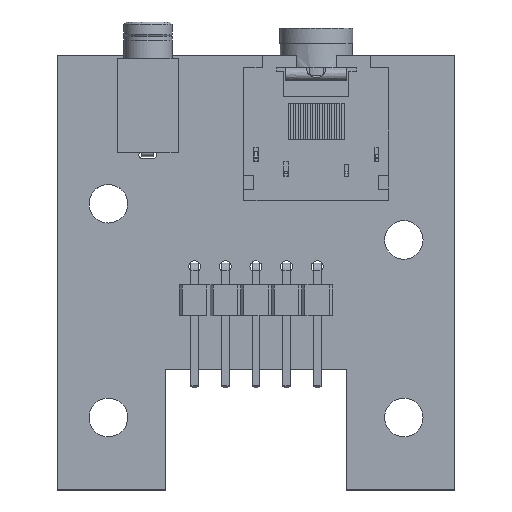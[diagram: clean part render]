
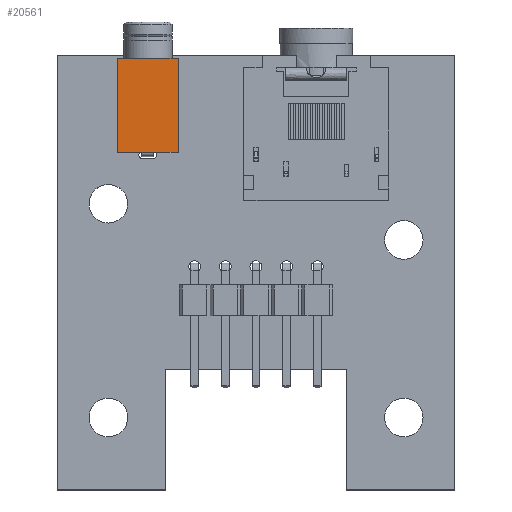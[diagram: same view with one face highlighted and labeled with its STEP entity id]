
A CAD part, top view. The second image highlights one B-rep face of the part: STEP entity #20561.
In plain terms, the highlighted free-form (B-spline) face has degree [1, 1] with [2, 2] control points.
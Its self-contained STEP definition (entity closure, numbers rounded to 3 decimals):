
#19367 = B_SPLINE_SURFACE_WITH_KNOTS('',1,1,(
    (#19368,#19369)
    ,(#19370,#19371
    )),.UNSPECIFIED.,.F.,.F.,.F.,(2,2),(2,2),(0.,5.),(-5.,0.),
  .PIECEWISE_BEZIER_KNOTS.);
#19368 = CARTESIAN_POINT('',(-3.,-2.5,-2.5));
#19369 = CARTESIAN_POINT('',(-3.,2.5,-2.5));
#19370 = CARTESIAN_POINT('',(-3.,-2.5,2.5));
#19371 = CARTESIAN_POINT('',(-3.,2.5,2.5));
#20216 = B_SPLINE_SURFACE_WITH_KNOTS('',1,1,(
    (#20217,#20218)
    ,(#20219,#20220
    )),.UNSPECIFIED.,.F.,.F.,.F.,(2,2),(2,2),(0.,7.8),(-5.,0.),
  .PIECEWISE_BEZIER_KNOTS.);
#20217 = CARTESIAN_POINT('',(-3.,-2.5,2.5));
#20218 = CARTESIAN_POINT('',(-3.,2.5,2.5));
#20219 = CARTESIAN_POINT('',(-10.8,-2.5,2.5));
#20220 = CARTESIAN_POINT('',(-10.8,2.5,2.5));
#20241 = B_SPLINE_SURFACE_WITH_KNOTS('',1,1,(
    (#20242,#20243)
    ,(#20244,#20245
    )),.UNSPECIFIED.,.F.,.F.,.F.,(2,2),(2,2),(0.,5.),(-5.,0.),
  .PIECEWISE_BEZIER_KNOTS.);
#20242 = CARTESIAN_POINT('',(-10.8,-2.5,2.5));
#20243 = CARTESIAN_POINT('',(-10.8,2.5,2.5));
#20244 = CARTESIAN_POINT('',(-10.8,-2.5,-2.5));
#20245 = CARTESIAN_POINT('',(-10.8,2.5,-2.5));
#20266 = B_SPLINE_SURFACE_WITH_KNOTS('',1,1,(
    (#20267,#20268)
    ,(#20269,#20270
    )),.UNSPECIFIED.,.F.,.F.,.F.,(2,2),(2,2),(-7.8,0.),(-5.,0.),
  .PIECEWISE_BEZIER_KNOTS.);
#20267 = CARTESIAN_POINT('',(-10.8,-2.5,-2.5));
#20268 = CARTESIAN_POINT('',(-10.8,2.5,-2.5));
#20269 = CARTESIAN_POINT('',(-3.,-2.5,-2.5));
#20270 = CARTESIAN_POINT('',(-3.,2.5,-2.5));
#20384 = EDGE_CURVE('',#20385,#20387,#20389,.T.);
#20385 = VERTEX_POINT('',#20386);
#20386 = CARTESIAN_POINT('',(-3.,2.5,2.5));
#20387 = VERTEX_POINT('',#20388);
#20388 = CARTESIAN_POINT('',(-3.,2.5,-2.5));
#20389 = SURFACE_CURVE('',#20390,(#20393,#20399),.PCURVE_S1.);
#20390 = B_SPLINE_CURVE_WITH_KNOTS('',1,(#20391,#20392),.UNSPECIFIED.,
  .F.,.F.,(2,2),(-5.,0.),.PIECEWISE_BEZIER_KNOTS.);
#20391 = CARTESIAN_POINT('',(-3.,2.5,2.5));
#20392 = CARTESIAN_POINT('',(-3.,2.5,-2.5));
#20393 = PCURVE('',#19367,#20394);
#20394 = DEFINITIONAL_REPRESENTATION('',(#20395),#20398);
#20395 = B_SPLINE_CURVE_WITH_KNOTS('',1,(#20396,#20397),.UNSPECIFIED.,
  .F.,.F.,(2,2),(-5.,0.),.PIECEWISE_BEZIER_KNOTS.);
#20396 = CARTESIAN_POINT('',(5.,0.));
#20397 = CARTESIAN_POINT('',(0.,0.));
#20398 = ( GEOMETRIC_REPRESENTATION_CONTEXT(2) 
PARAMETRIC_REPRESENTATION_CONTEXT() REPRESENTATION_CONTEXT('2D SPACE',''
  ) );
#20399 = PCURVE('',#20400,#20405);
#20400 = B_SPLINE_SURFACE_WITH_KNOTS('',1,1,(
    (#20401,#20402)
    ,(#20403,#20404
    )),.UNSPECIFIED.,.F.,.F.,.F.,(2,2),(2,2),(0.,5.),(0.,7.8),
  .PIECEWISE_BEZIER_KNOTS.);
#20401 = CARTESIAN_POINT('',(-10.8,2.5,2.5));
#20402 = CARTESIAN_POINT('',(-3.,2.5,2.5));
#20403 = CARTESIAN_POINT('',(-10.8,2.5,-2.5));
#20404 = CARTESIAN_POINT('',(-3.,2.5,-2.5));
#20405 = DEFINITIONAL_REPRESENTATION('',(#20406),#20409);
#20406 = B_SPLINE_CURVE_WITH_KNOTS('',1,(#20407,#20408),.UNSPECIFIED.,
  .F.,.F.,(2,2),(-5.,0.),.PIECEWISE_BEZIER_KNOTS.);
#20407 = CARTESIAN_POINT('',(0.,7.8));
#20408 = CARTESIAN_POINT('',(5.,7.8));
#20409 = ( GEOMETRIC_REPRESENTATION_CONTEXT(2) 
PARAMETRIC_REPRESENTATION_CONTEXT() REPRESENTATION_CONTEXT('2D SPACE',''
  ) );
#20455 = EDGE_CURVE('',#20456,#20385,#20458,.T.);
#20456 = VERTEX_POINT('',#20457);
#20457 = CARTESIAN_POINT('',(-10.8,2.5,2.5));
#20458 = SURFACE_CURVE('',#20459,(#20462,#20468),.PCURVE_S1.);
#20459 = B_SPLINE_CURVE_WITH_KNOTS('',1,(#20460,#20461),.UNSPECIFIED.,
  .F.,.F.,(2,2),(-7.8,0.),.PIECEWISE_BEZIER_KNOTS.);
#20460 = CARTESIAN_POINT('',(-10.8,2.5,2.5));
#20461 = CARTESIAN_POINT('',(-3.,2.5,2.5));
#20462 = PCURVE('',#20216,#20463);
#20463 = DEFINITIONAL_REPRESENTATION('',(#20464),#20467);
#20464 = B_SPLINE_CURVE_WITH_KNOTS('',1,(#20465,#20466),.UNSPECIFIED.,
  .F.,.F.,(2,2),(-7.8,0.),.PIECEWISE_BEZIER_KNOTS.);
#20465 = CARTESIAN_POINT('',(7.8,0.));
#20466 = CARTESIAN_POINT('',(0.,0.));
#20467 = ( GEOMETRIC_REPRESENTATION_CONTEXT(2) 
PARAMETRIC_REPRESENTATION_CONTEXT() REPRESENTATION_CONTEXT('2D SPACE',''
  ) );
#20468 = PCURVE('',#20400,#20469);
#20469 = DEFINITIONAL_REPRESENTATION('',(#20470),#20473);
#20470 = B_SPLINE_CURVE_WITH_KNOTS('',1,(#20471,#20472),.UNSPECIFIED.,
  .F.,.F.,(2,2),(-7.8,0.),.PIECEWISE_BEZIER_KNOTS.);
#20471 = CARTESIAN_POINT('',(0.,0.));
#20472 = CARTESIAN_POINT('',(0.,7.8));
#20473 = ( GEOMETRIC_REPRESENTATION_CONTEXT(2) 
PARAMETRIC_REPRESENTATION_CONTEXT() REPRESENTATION_CONTEXT('2D SPACE',''
  ) );
#20498 = EDGE_CURVE('',#20387,#20499,#20501,.T.);
#20499 = VERTEX_POINT('',#20500);
#20500 = CARTESIAN_POINT('',(-10.8,2.5,-2.5));
#20501 = SURFACE_CURVE('',#20502,(#20505,#20511),.PCURVE_S1.);
#20502 = B_SPLINE_CURVE_WITH_KNOTS('',1,(#20503,#20504),.UNSPECIFIED.,
  .F.,.F.,(2,2),(0.,7.8),.PIECEWISE_BEZIER_KNOTS.);
#20503 = CARTESIAN_POINT('',(-3.,2.5,-2.5));
#20504 = CARTESIAN_POINT('',(-10.8,2.5,-2.5));
#20505 = PCURVE('',#20266,#20506);
#20506 = DEFINITIONAL_REPRESENTATION('',(#20507),#20510);
#20507 = B_SPLINE_CURVE_WITH_KNOTS('',1,(#20508,#20509),.UNSPECIFIED.,
  .F.,.F.,(2,2),(0.,7.8),.PIECEWISE_BEZIER_KNOTS.);
#20508 = CARTESIAN_POINT('',(0.,0.));
#20509 = CARTESIAN_POINT('',(-7.8,0.));
#20510 = ( GEOMETRIC_REPRESENTATION_CONTEXT(2) 
PARAMETRIC_REPRESENTATION_CONTEXT() REPRESENTATION_CONTEXT('2D SPACE',''
  ) );
#20511 = PCURVE('',#20400,#20512);
#20512 = DEFINITIONAL_REPRESENTATION('',(#20513),#20516);
#20513 = B_SPLINE_CURVE_WITH_KNOTS('',1,(#20514,#20515),.UNSPECIFIED.,
  .F.,.F.,(2,2),(0.,7.8),.PIECEWISE_BEZIER_KNOTS.);
#20514 = CARTESIAN_POINT('',(5.,7.8));
#20515 = CARTESIAN_POINT('',(5.,0.));
#20516 = ( GEOMETRIC_REPRESENTATION_CONTEXT(2) 
PARAMETRIC_REPRESENTATION_CONTEXT() REPRESENTATION_CONTEXT('2D SPACE',''
  ) );
#20544 = EDGE_CURVE('',#20499,#20456,#20545,.T.);
#20545 = SURFACE_CURVE('',#20546,(#20549,#20555),.PCURVE_S1.);
#20546 = B_SPLINE_CURVE_WITH_KNOTS('',1,(#20547,#20548),.UNSPECIFIED.,
  .F.,.F.,(2,2),(-5.,0.),.PIECEWISE_BEZIER_KNOTS.);
#20547 = CARTESIAN_POINT('',(-10.8,2.5,-2.5));
#20548 = CARTESIAN_POINT('',(-10.8,2.5,2.5));
#20549 = PCURVE('',#20241,#20550);
#20550 = DEFINITIONAL_REPRESENTATION('',(#20551),#20554);
#20551 = B_SPLINE_CURVE_WITH_KNOTS('',1,(#20552,#20553),.UNSPECIFIED.,
  .F.,.F.,(2,2),(-5.,0.),.PIECEWISE_BEZIER_KNOTS.);
#20552 = CARTESIAN_POINT('',(5.,0.));
#20553 = CARTESIAN_POINT('',(0.,0.));
#20554 = ( GEOMETRIC_REPRESENTATION_CONTEXT(2) 
PARAMETRIC_REPRESENTATION_CONTEXT() REPRESENTATION_CONTEXT('2D SPACE',''
  ) );
#20555 = PCURVE('',#20400,#20556);
#20556 = DEFINITIONAL_REPRESENTATION('',(#20557),#20560);
#20557 = B_SPLINE_CURVE_WITH_KNOTS('',1,(#20558,#20559),.UNSPECIFIED.,
  .F.,.F.,(2,2),(-5.,0.),.PIECEWISE_BEZIER_KNOTS.);
#20558 = CARTESIAN_POINT('',(5.,0.));
#20559 = CARTESIAN_POINT('',(0.,0.));
#20560 = ( GEOMETRIC_REPRESENTATION_CONTEXT(2) 
PARAMETRIC_REPRESENTATION_CONTEXT() REPRESENTATION_CONTEXT('2D SPACE',''
  ) );
#20561 = ADVANCED_FACE('',(#20562),#20400,.F.);
#20562 = FACE_BOUND('',#20563,.T.);
#20563 = EDGE_LOOP('',(#20564,#20565,#20566,#20567));
#20564 = ORIENTED_EDGE('',*,*,#20455,.T.);
#20565 = ORIENTED_EDGE('',*,*,#20384,.T.);
#20566 = ORIENTED_EDGE('',*,*,#20498,.T.);
#20567 = ORIENTED_EDGE('',*,*,#20544,.T.);
